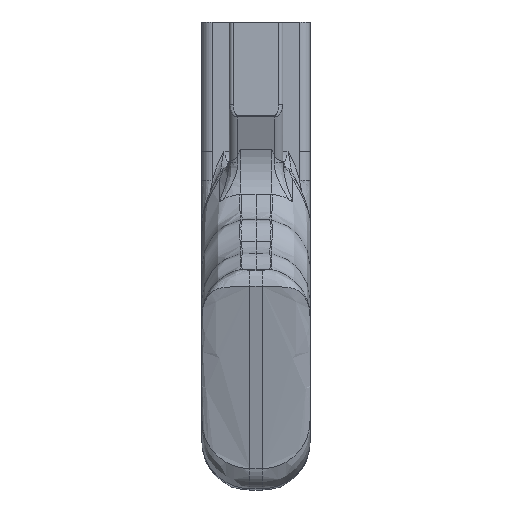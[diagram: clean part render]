
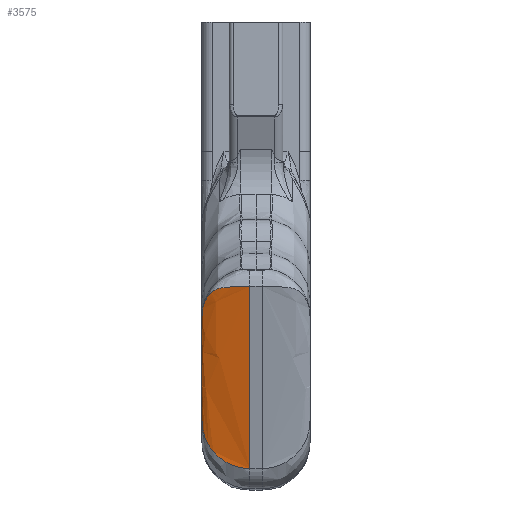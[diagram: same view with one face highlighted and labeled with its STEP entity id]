
A CAD part, front view. The second image highlights one B-rep face of the part: STEP entity #3575.
In plain terms, the highlighted free-form (B-spline) face has degree [1, 2] with [2, 3] control points.
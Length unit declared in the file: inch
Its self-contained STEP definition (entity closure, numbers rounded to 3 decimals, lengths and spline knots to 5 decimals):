
#216=LINE('',#6030,#376);
#230=LINE('',#9760,#390);
#376=VECTOR('',#4077,0.3937);
#390=VECTOR('',#4153,0.3937);
#633=FACE_OUTER_BOUND('',#853,.T.);
#853=EDGE_LOOP('',(#2716,#2717,#2718,#2719));
#1060=B_SPLINE_CURVE_WITH_KNOTS('',3,(#9006,#9007,#9008,#9009,#9010,#9011,
#9012,#9013,#9014,#9015,#9016,#9017,#9018,#9019,#9020,#9021),
 .UNSPECIFIED.,.F.,.F.,(4,2,2,2,2,2,2,4),(-5.7501,-5.74587,
-5.13194,-4.56004,-3.92884,-3.39784,
-2.84327,-2.01174),.UNSPECIFIED.);
#1289=CIRCLE('',#3812,0.47244);
#1418=VERTEX_POINT('',#6019);
#1420=VERTEX_POINT('',#6025);
#1480=VERTEX_POINT('',#8998);
#1514=VERTEX_POINT('',#9758);
#1785=EDGE_CURVE('',#1420,#1418,#216,.T.);
#1861=EDGE_CURVE('',#1420,#1480,#1060,.F.);
#1912=EDGE_CURVE('',#1480,#1514,#230,.T.);
#1983=EDGE_CURVE('',#1514,#1418,#1289,.T.);
#2716=ORIENTED_EDGE('',*,*,#1861,.T.);
#2717=ORIENTED_EDGE('',*,*,#1912,.T.);
#2718=ORIENTED_EDGE('',*,*,#1983,.T.);
#2719=ORIENTED_EDGE('',*,*,#1785,.F.);
#3490=(
BOUNDED_SURFACE()
B_SPLINE_SURFACE(1,2,((#10961,#10962,#10963),(#10964,#10965,#10966)),
 .UNSPECIFIED.,.F.,.F.,.F.)
B_SPLINE_SURFACE_WITH_KNOTS((2,2),(3,3),(-0.98754,2.90331),
(-1.5708,0.),.UNSPECIFIED.)
GEOMETRIC_REPRESENTATION_ITEM()
RATIONAL_B_SPLINE_SURFACE(((1.,0.707,1.),(1.,0.707,
1.)))
REPRESENTATION_ITEM('')
SURFACE()
);
#3575=ADVANCED_FACE('',(#633),#3490,.T.);
#3812=AXIS2_PLACEMENT_3D('',#10584,#4260,#4261);
#4077=DIRECTION('',(0.,0.224,-0.975));
#4153=DIRECTION('',(0.,0.224,-0.975));
#4260=DIRECTION('center_axis',(0.,-0.998,-0.067));
#4261=DIRECTION('ref_axis',(-1.,0.,0.));
#6019=CARTESIAN_POINT('',(-0.05906,-5.41541,-5.61983));
#6025=CARTESIAN_POINT('',(-0.05906,-5.82632,-3.82815));
#6030=CARTESIAN_POINT('',(-0.05906,-5.5197,-5.16509));
#8998=CARTESIAN_POINT('',(-0.5315,-5.68133,-4.12774));
#9006=CARTESIAN_POINT('Ctrl Pts',(-0.5315,-5.68133,
-4.12774));
#9007=CARTESIAN_POINT('Ctrl Pts',(-0.5315,-5.68141,
-4.12754));
#9008=CARTESIAN_POINT('Ctrl Pts',(-0.5315,-5.68149,
-4.12735));
#9009=CARTESIAN_POINT('Ctrl Pts',(-0.53146,-5.69267,
-4.09908));
#9010=CARTESIAN_POINT('Ctrl Pts',(-0.52877,-5.7039,
-4.07087));
#9011=CARTESIAN_POINT('Ctrl Pts',(-0.51785,-5.7253,
-4.01784));
#9012=CARTESIAN_POINT('Ctrl Pts',(-0.50992,-5.73566,
-3.99247));
#9013=CARTESIAN_POINT('Ctrl Pts',(-0.48673,-5.75667,
-3.9425));
#9014=CARTESIAN_POINT('Ctrl Pts',(-0.47056,-5.76745,-3.91775));
#9015=CARTESIAN_POINT('Ctrl Pts',(-0.43186,-5.78532,
-3.87982));
#9016=CARTESIAN_POINT('Ctrl Pts',(-0.41131,-5.79247,
-3.86596));
#9017=CARTESIAN_POINT('Ctrl Pts',(-0.36344,-5.8045,-3.84619));
#9018=CARTESIAN_POINT('Ctrl Pts',(-0.34829,-5.80761,
-3.84339));
#9019=CARTESIAN_POINT('Ctrl Pts',(-0.22049,-5.82242,-3.83133));
#9020=CARTESIAN_POINT('Ctrl Pts',(-0.13779,-5.82632,
-3.82815));
#9021=CARTESIAN_POINT('Ctrl Pts',(-0.05906,-5.82632,
-3.82815));
#9758=CARTESIAN_POINT('',(-0.5315,-5.44723,-5.14847));
#9760=CARTESIAN_POINT('',(-0.5315,-5.44723,-5.14847));
#10584=CARTESIAN_POINT('Origin',(-0.05906,-5.44723,
-5.14847));
#10961=CARTESIAN_POINT('Ctrl Pts',(-0.05906,-5.41541,
-5.61983));
#10962=CARTESIAN_POINT('Ctrl Pts',(-0.5315,-5.41541,
-5.61983));
#10963=CARTESIAN_POINT('Ctrl Pts',(-0.5315,-5.34294,
-5.60321));
#10964=CARTESIAN_POINT('Ctrl Pts',(-0.05906,-5.82632,
-3.82815));
#10965=CARTESIAN_POINT('Ctrl Pts',(-0.5315,-5.82632,
-3.82815));
#10966=CARTESIAN_POINT('Ctrl Pts',(-0.5315,-5.75385,
-3.81153));
